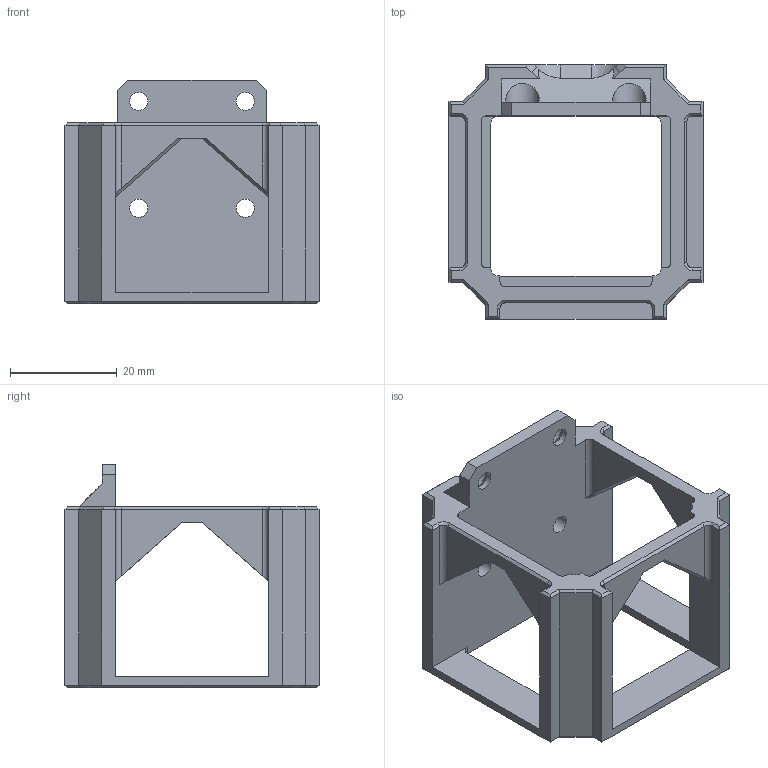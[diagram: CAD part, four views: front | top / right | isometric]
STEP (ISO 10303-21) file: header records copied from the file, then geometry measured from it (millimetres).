
FILE_DESCRIPTION(/* description */ (''),/* implementation_level */ '2;1');
FILE_NAME(/* name */ '56-spiralxy-groove-FocusToCubeAdapter.stp',/* time_stamp */ '2023-11-16T10:38:59+01:00',/* author */ ('buchmannmartin'),/* organization */ (''),/* preprocessor_version */ 'ST-DEVELOPER v19.2',/* originating_system */ 'Autodesk Inventor 2024',/* authorisation */ '');
FILE_SCHEMA (('AUTOMOTIVE_DESIGN { 1 0 10303 214 3 1 1 }'));
Length unit declared in the file: millimetre
Products named in the file (1): 56-spiralxy-groove-FocusToCubeAdapter
Bounding box: 47.6 x 47.6 x 41.94 mm (x, y, z)
Volume: 18724.4 mm3; surface area: 10901.9 mm2
Topology: 1 solids, 1 shells, 186 faces, 492 edges, 302 vertices
Faces by surface type: plane 122, cylinder 24, bspline 20, cone 20
Full cylindrical faces by diameter (mm): 3.4 x4, 8 x2
Entity records: 6171 total; most frequent: CARTESIAN_POINT 1645, ORIENTED_EDGE 984, DIRECTION 842, EDGE_CURVE 492, LINE 364, VECTOR 364, VERTEX_POINT 302, AXIS2_PLACEMENT_3D 239
